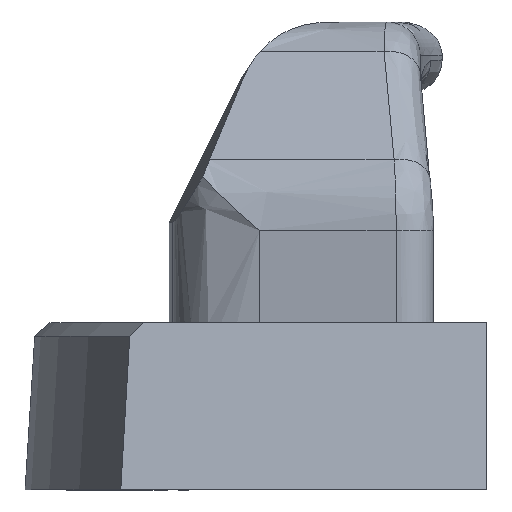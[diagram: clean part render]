
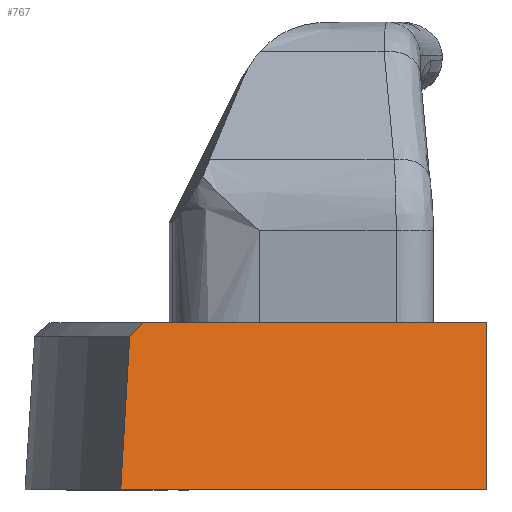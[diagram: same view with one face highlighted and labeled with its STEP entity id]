
A CAD part, front view. The second image highlights one B-rep face of the part: STEP entity #767.
In plain terms, the highlighted planar face has unit normal (0.375, -0.927, 0).
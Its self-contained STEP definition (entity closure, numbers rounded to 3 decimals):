
#85 = CARTESIAN_POINT ( 'NONE',  ( -25.498, -10.302, 3. ) ) ;
#129 = DIRECTION ( 'NONE',  ( 0.927, 0.375, 0. ) ) ;
#262 = CARTESIAN_POINT ( 'NONE',  ( -36.451, -14.727, 3. ) ) ;
#299 = CARTESIAN_POINT ( 'NONE',  ( -25.498, -10.302, 3. ) ) ;
#322 = VECTOR ( 'NONE', #2725, 1000. ) ;
#383 = VERTEX_POINT ( 'NONE', #2100 ) ;
#421 = CARTESIAN_POINT ( 'NONE',  ( 0., 0., 42.018 ) ) ;
#491 = VECTOR ( 'NONE', #1747, 1000. ) ;
#764 = AXIS2_PLACEMENT_3D ( 'NONE', #2811, #2151, #129 ) ;
#767 = ADVANCED_FACE ( 'NONE', ( #1261 ), #2543, .T. ) ;
#835 = ORIENTED_EDGE ( 'NONE', *, *, #870, .F. ) ;
#841 = CARTESIAN_POINT ( 'NONE',  ( -25.498, -10.302, 8. ) ) ;
#848 = VERTEX_POINT ( 'NONE', #841 ) ;
#870 = EDGE_CURVE ( 'NONE', #1604, #2274, #1765, .T. ) ;
#889 = EDGE_CURVE ( 'NONE', #2274, #383, #1964, .T. ) ;
#918 = VECTOR ( 'NONE', #2084, 1000. ) ;
#949 = EDGE_LOOP ( 'NONE', ( #1943, #1301, #1194, #1016, #835 ) ) ;
#957 = VECTOR ( 'NONE', #1291, 1000. ) ;
#983 = CARTESIAN_POINT ( 'NONE',  ( -36.183, -14.619, 7.601 ) ) ;
#1016 = ORIENTED_EDGE ( 'NONE', *, *, #889, .F. ) ;
#1145 = LINE ( 'NONE', #299, #2189 ) ;
#1194 = ORIENTED_EDGE ( 'NONE', *, *, #1254, .F. ) ;
#1254 = EDGE_CURVE ( 'NONE', #383, #848, #2533, .T. ) ;
#1261 = FACE_OUTER_BOUND ( 'NONE', #949, .T. ) ;
#1291 = DIRECTION ( 'NONE',  ( 0.058, 0.023, 0.998 ) ) ;
#1301 = ORIENTED_EDGE ( 'NONE', *, *, #1599, .T. ) ;
#1449 = CARTESIAN_POINT ( 'NONE',  ( -25.498, -10.302, 3. ) ) ;
#1599 = EDGE_CURVE ( 'NONE', #2677, #848, #1145, .T. ) ;
#1604 = VERTEX_POINT ( 'NONE', #262 ) ;
#1640 = DIRECTION ( 'NONE',  ( 0., 0., 1. ) ) ;
#1747 = DIRECTION ( 'NONE',  ( 0.695, 0.281, 0.661 ) ) ;
#1765 = LINE ( 'NONE', #2405, #957 ) ;
#1866 = EDGE_CURVE ( 'NONE', #1604, #2677, #2539, .T. ) ;
#1943 = ORIENTED_EDGE ( 'NONE', *, *, #1866, .T. ) ;
#1964 = LINE ( 'NONE', #421, #491 ) ;
#2084 = DIRECTION ( 'NONE',  ( 0.927, 0.375, 0. ) ) ;
#2100 = CARTESIAN_POINT ( 'NONE',  ( -35.764, -14.449, 8. ) ) ;
#2151 = DIRECTION ( 'NONE',  ( 0.375, -0.927, 0. ) ) ;
#2189 = VECTOR ( 'NONE', #1640, 1000. ) ;
#2274 = VERTEX_POINT ( 'NONE', #983 ) ;
#2300 = CARTESIAN_POINT ( 'NONE',  ( -25.498, -10.302, 8. ) ) ;
#2405 = CARTESIAN_POINT ( 'NONE',  ( 0., 0., 629.619 ) ) ;
#2533 = LINE ( 'NONE', #2300, #918 ) ;
#2539 = LINE ( 'NONE', #1449, #322 ) ;
#2543 = PLANE ( 'NONE',  #764 ) ;
#2677 = VERTEX_POINT ( 'NONE', #85 ) ;
#2725 = DIRECTION ( 'NONE',  ( 0.927, 0.375, 0. ) ) ;
#2811 = CARTESIAN_POINT ( 'NONE',  ( -25.498, -10.302, 3. ) ) ;
